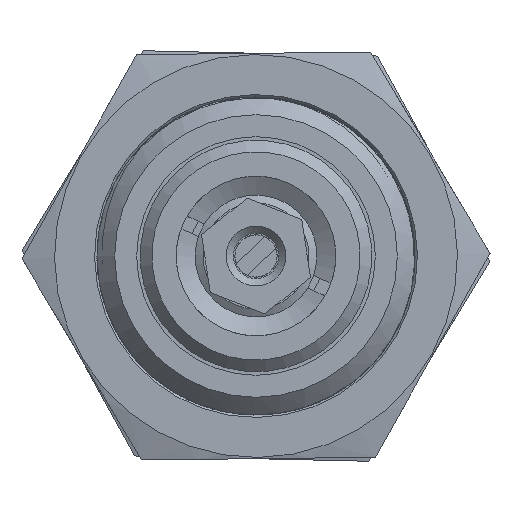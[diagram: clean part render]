
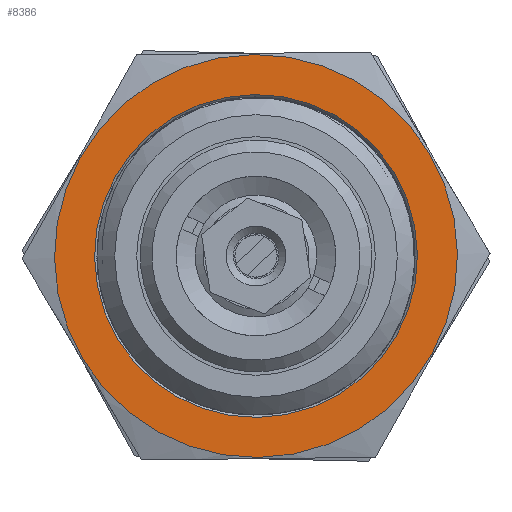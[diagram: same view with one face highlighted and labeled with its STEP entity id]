
A CAD part, left-side view. The second image highlights one B-rep face of the part: STEP entity #8386.
In plain terms, the highlighted planar face has unit normal (-1, 0, 0).
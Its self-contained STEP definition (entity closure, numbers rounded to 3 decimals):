
#8335=CARTESIAN_POINT('',(0.0,-8.854,0.));
#8336=VERTEX_POINT('',#8335);
#8337=CARTESIAN_POINT('',(0.0,0.0,0.0));
#8338=DIRECTION('',(-1.0,0.0,0.0));
#8339=DIRECTION('',(0.0,1.0,0.0));
#8340=AXIS2_PLACEMENT_3D('',#8337,#8338,#8339);
#8341=CIRCLE('',#8340,8.854);
#8342=EDGE_CURVE('',#8336,#8336,#8341,.T.);
#8367=CARTESIAN_POINT('',(0.0,5.525,0.0));
#8368=DIRECTION('',(-1.0,0.0,0.0));
#8369=DIRECTION('',(0.0,0.0,1.0));
#8370=AXIS2_PLACEMENT_3D('',#8367,#8368,#8369);
#8371=PLANE('',#8370);
#8372=CARTESIAN_POINT('',(0.0,11.049,0.0));
#8373=VERTEX_POINT('',#8372);
#8374=CARTESIAN_POINT('',(0.0,0.0,0.0));
#8375=DIRECTION('',(1.0,0.0,0.0));
#8376=DIRECTION('',(0.0,1.0,0.0));
#8377=AXIS2_PLACEMENT_3D('',#8374,#8375,#8376);
#8378=CIRCLE('',#8377,11.049);
#8379=EDGE_CURVE('',#8373,#8373,#8378,.T.);
#8380=ORIENTED_EDGE('',*,*,#8379,.F.);
#8381=EDGE_LOOP('',(#8380));
#8382=FACE_OUTER_BOUND('',#8381,.T.);
#8383=ORIENTED_EDGE('',*,*,#8342,.F.);
#8384=EDGE_LOOP('',(#8383));
#8385=FACE_BOUND('',#8384,.T.);
#8386=ADVANCED_FACE('',(#8382,#8385),#8371,.T.);
